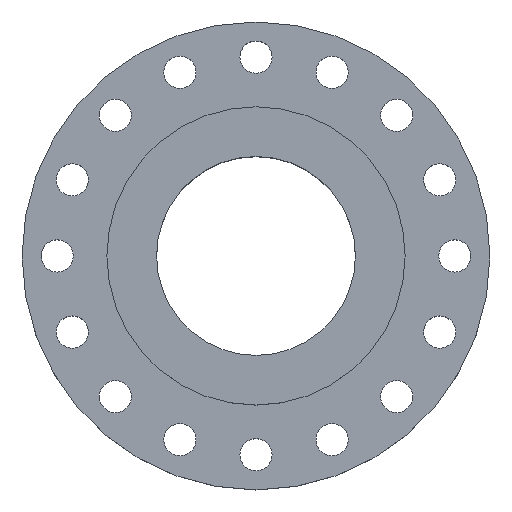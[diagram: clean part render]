
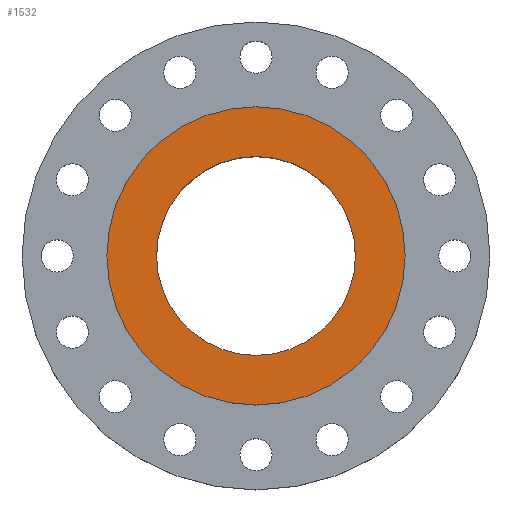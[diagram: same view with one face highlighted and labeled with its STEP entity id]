
A CAD part, top view. The second image highlights one B-rep face of the part: STEP entity #1532.
In plain terms, the highlighted planar face has unit normal (0, 0, 1).
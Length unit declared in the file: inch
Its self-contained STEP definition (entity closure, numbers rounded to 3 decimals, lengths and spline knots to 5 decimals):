
#26 = DIRECTION ( 'NONE',  ( 1., 0., 0. ) ) ;
#38 = CIRCLE ( 'NONE', #1061, 4.25 ) ;
#44 = AXIS2_PLACEMENT_3D ( 'NONE', #726, #1277, #26 ) ;
#89 = ORIENTED_EDGE ( 'NONE', *, *, #1695, .F. ) ;
#100 = EDGE_LOOP ( 'NONE', ( #955, #89 ) ) ;
#122 = DIRECTION ( 'NONE',  ( 1., 0., 0. ) ) ;
#159 = CARTESIAN_POINT ( 'NONE',  ( 6.375, 0., 0. ) ) ;
#178 = DIRECTION ( 'NONE',  ( 0., 0., 1. ) ) ;
#218 = AXIS2_PLACEMENT_3D ( 'NONE', #1608, #778, #639 ) ;
#232 = ORIENTED_EDGE ( 'NONE', *, *, #512, .T. ) ;
#243 = FACE_BOUND ( 'NONE', #100, .T. ) ;
#251 = PLANE ( 'NONE',  #1384 ) ;
#322 = CARTESIAN_POINT ( 'NONE',  ( -6.375, 0., 0. ) ) ;
#378 = CARTESIAN_POINT ( 'NONE',  ( 0., 4.25, 0. ) ) ;
#388 = VERTEX_POINT ( 'NONE', #442 ) ;
#393 = CARTESIAN_POINT ( 'NONE',  ( 0., 0., 0. ) ) ;
#417 = EDGE_CURVE ( 'NONE', #1229, #388, #38, .T. ) ;
#442 = CARTESIAN_POINT ( 'NONE',  ( -4.25, 0., 0. ) ) ;
#512 = EDGE_CURVE ( 'NONE', #883, #1597, #595, .T. ) ;
#516 = FACE_OUTER_BOUND ( 'NONE', #551, .T. ) ;
#551 = EDGE_LOOP ( 'NONE', ( #1757, #232 ) ) ;
#568 = DIRECTION ( 'NONE',  ( 0., 0., 1. ) ) ;
#595 = CIRCLE ( 'NONE', #218, 6.375 ) ;
#639 = DIRECTION ( 'NONE',  ( 1., 0., 0. ) ) ;
#726 = CARTESIAN_POINT ( 'NONE',  ( 0., 0., 0. ) ) ;
#735 = DIRECTION ( 'NONE',  ( 1., 0., 0. ) ) ;
#778 = DIRECTION ( 'NONE',  ( 0., 0., 1. ) ) ;
#831 = AXIS2_PLACEMENT_3D ( 'NONE', #393, #568, #122 ) ;
#865 = CARTESIAN_POINT ( 'NONE',  ( 0., 0., 0. ) ) ;
#883 = VERTEX_POINT ( 'NONE', #322 ) ;
#915 = CIRCLE ( 'NONE', #44, 4.25 ) ;
#943 = CIRCLE ( 'NONE', #831, 6.375 ) ;
#955 = ORIENTED_EDGE ( 'NONE', *, *, #417, .F. ) ;
#1061 = AXIS2_PLACEMENT_3D ( 'NONE', #865, #178, #735 ) ;
#1155 = EDGE_CURVE ( 'NONE', #1597, #883, #943, .T. ) ;
#1218 = DIRECTION ( 'NONE',  ( 0., 0., -1. ) ) ;
#1229 = VERTEX_POINT ( 'NONE', #1496 ) ;
#1277 = DIRECTION ( 'NONE',  ( 0., 0., 1. ) ) ;
#1384 = AXIS2_PLACEMENT_3D ( 'NONE', #378, #1218, #1770 ) ;
#1496 = CARTESIAN_POINT ( 'NONE',  ( 4.25, 0., 0. ) ) ;
#1532 = ADVANCED_FACE ( 'NONE', ( #243, #516 ), #251, .F. ) ;
#1597 = VERTEX_POINT ( 'NONE', #159 ) ;
#1608 = CARTESIAN_POINT ( 'NONE',  ( 0., 0., 0. ) ) ;
#1695 = EDGE_CURVE ( 'NONE', #388, #1229, #915, .T. ) ;
#1757 = ORIENTED_EDGE ( 'NONE', *, *, #1155, .T. ) ;
#1770 = DIRECTION ( 'NONE',  ( -1., 0., 0. ) ) ;
